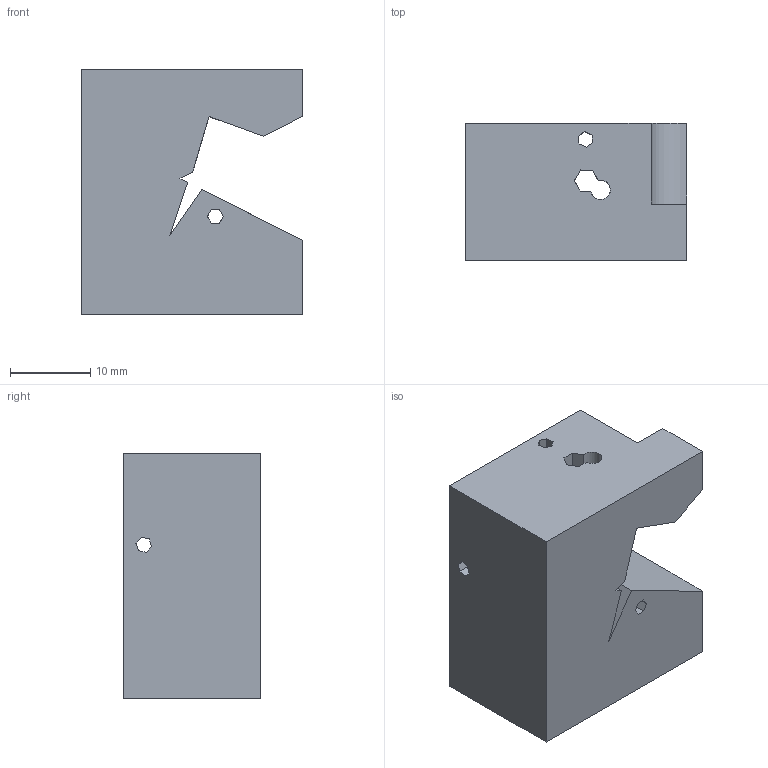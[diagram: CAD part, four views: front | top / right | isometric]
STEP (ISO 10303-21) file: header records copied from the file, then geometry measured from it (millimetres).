
FILE_DESCRIPTION(('Open CASCADE Model'),'2;1');
FILE_NAME('Open CASCADE Shape Model','2021-05-01T23:58:39',('Author'),( 'Open CASCADE'),'Open CASCADE STEP processor 7.4','Open CASCADE 7.4' ,'Unknown');
FILE_SCHEMA(('AUTOMOTIVE_DESIGN { 1 0 10303 214 1 1 1 1 }'));
Length unit declared in the file: millimetre
Products named in the file (1): Open CASCADE STEP translator 7.4 594
Bounding box: 27.6 x 17.1 x 30.58 mm (x, y, z)
Volume: 11326.5 mm3; surface area: 4487.3 mm2
Topology: 1 solids, 1 shells, 63 faces, 204 edges, 136 vertices
Faces by surface type: plane 60, cylinder 3
Entity records: 4849 total; most frequent: CARTESIAN_POINT 1068, DIRECTION 600, LINE 423, VECTOR 423, ORIENTED_EDGE 408, PCURVE 408, DEFINITIONAL_REPRESENTATION 408, EDGE_CURVE 204
